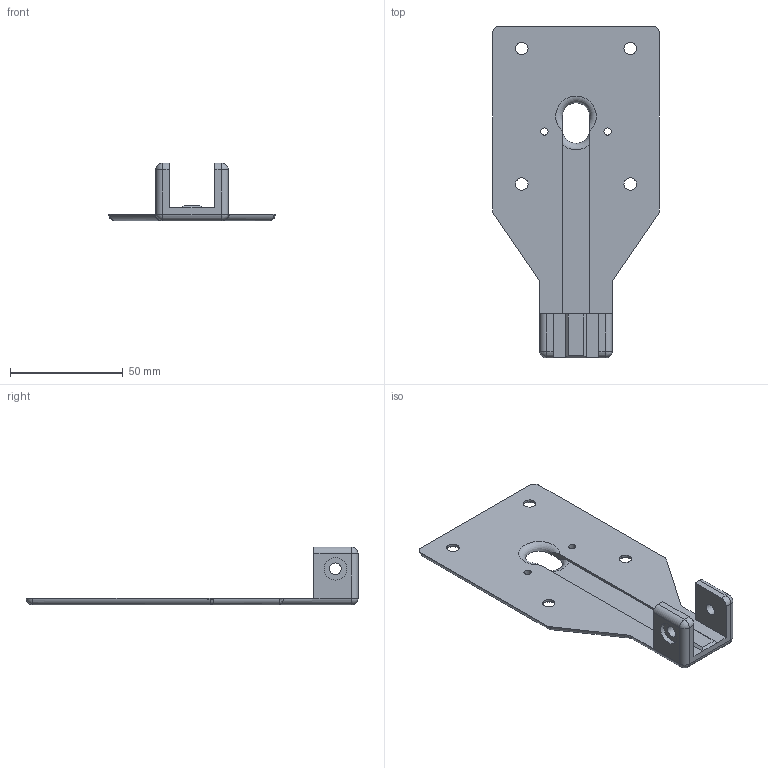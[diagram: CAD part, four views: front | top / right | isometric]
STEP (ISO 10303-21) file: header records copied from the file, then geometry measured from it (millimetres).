
FILE_DESCRIPTION(/* description */ (''),/* implementation_level */ '2;1');
FILE_NAME(/* name */ 'Step''s/1-Right Side support bottom part 1 v10.step',/* time_stamp */ '2019-10-20T16:57:44-04:00',/* author */ (''),/* organization */ (''),/* preprocessor_version */ 'ST-DEVELOPER v18',/* originating_system */ 'Autodesk Translation Framework v8.6.0.1094',/* authorisation */ '');
FILE_SCHEMA (('AUTOMOTIVE_DESIGN { 1 0 10303 214 3 1 1 }'));
Length unit declared in the file: millimetre
Products named in the file (1): 1-Right Side support bottom part 1
Bounding box: 73.89 x 147 x 25.6 mm (x, y, z)
Volume: 28993.5 mm3; surface area: 20665 mm2
Topology: 1 solids, 1 shells, 75 faces, 180 edges, 110 vertices
Faces by surface type: cylinder 30, plane 27, sphere 8, bspline 6, torus 4
Full cylindrical faces by diameter (mm): 3.2 x2, 5.2 x2, 5.5 x4, 10 x6
Entity records: 2380 total; most frequent: CARTESIAN_POINT 548, DIRECTION 384, ORIENTED_EDGE 356, EDGE_CURVE 178, AXIS2_PLACEMENT_3D 148, VERTEX_POINT 110, EDGE_LOOP 98, LINE 88
